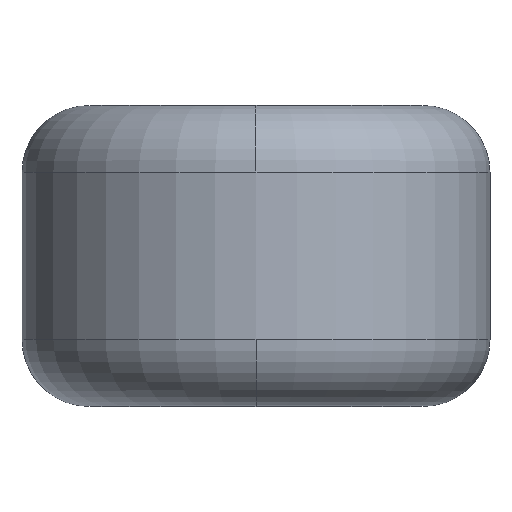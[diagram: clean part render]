
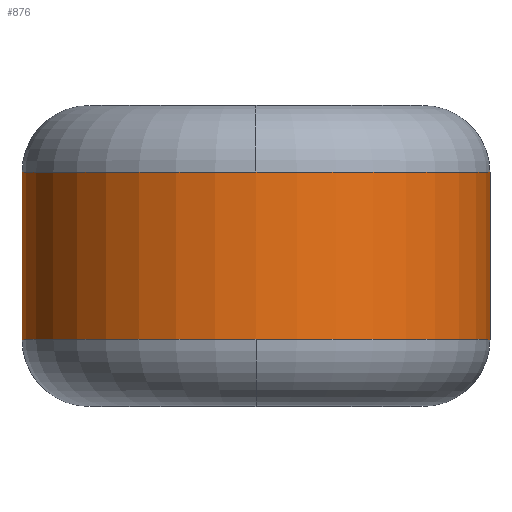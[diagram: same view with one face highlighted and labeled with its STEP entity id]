
A CAD part, top view. The second image highlights one B-rep face of the part: STEP entity #876.
In plain terms, the highlighted cylindrical face has radius 3.5 mm (diameter 7 mm), a partial arc.
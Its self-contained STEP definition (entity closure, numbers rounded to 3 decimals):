
#682=CARTESIAN_POINT('',(0.,-1.25,8.5));
#683=VERTEX_POINT('',#682);
#693=CARTESIAN_POINT('',(-3.5,-1.25,5.0));
#694=VERTEX_POINT('',#693);
#695=CARTESIAN_POINT('',(0.,-1.25,5.0));
#696=DIRECTION('',(0.0,-1.0,0.0));
#697=DIRECTION('',(-1.0,0.0,0.0));
#698=AXIS2_PLACEMENT_3D('',#695,#696,#697);
#699=CIRCLE('',#698,3.5);
#700=EDGE_CURVE('',#683,#694,#699,.T.);
#735=CARTESIAN_POINT('',(3.5,-1.25,5.0));
#736=VERTEX_POINT('',#735);
#737=CARTESIAN_POINT('',(3.5,1.25,5.0));
#738=VERTEX_POINT('',#737);
#739=CARTESIAN_POINT('',(3.5,-1.25,5.0));
#740=DIRECTION('',(0.0,1.0,0.0));
#741=VECTOR('',#740,2.5);
#742=LINE('',#739,#741);
#743=EDGE_CURVE('',#736,#738,#742,.T.);
#753=CARTESIAN_POINT('',(-3.5,1.25,5.0));
#754=VERTEX_POINT('',#753);
#755=CARTESIAN_POINT('',(-3.5,-1.25,5.0));
#756=DIRECTION('',(0.0,1.0,0.0));
#757=VECTOR('',#756,2.5);
#758=LINE('',#755,#757);
#759=EDGE_CURVE('',#694,#754,#758,.T.);
#795=CARTESIAN_POINT('',(0.,1.25,8.5));
#796=VERTEX_POINT('',#795);
#797=CARTESIAN_POINT('',(0.,1.25,5.0));
#798=DIRECTION('',(0.0,1.0,0.0));
#799=DIRECTION('',(-1.0,0.0,0.0));
#800=AXIS2_PLACEMENT_3D('',#797,#798,#799);
#801=CIRCLE('',#800,3.5);
#802=EDGE_CURVE('',#754,#796,#801,.T.);
#846=CARTESIAN_POINT('',(0.,1.25,5.0));
#847=DIRECTION('',(0.0,1.0,0.0));
#848=DIRECTION('',(-1.0,0.0,0.0));
#849=AXIS2_PLACEMENT_3D('',#846,#847,#848);
#850=CIRCLE('',#849,3.5);
#851=EDGE_CURVE('',#796,#738,#850,.T.);
#857=CARTESIAN_POINT('',(0.,2.85,5.0));
#858=DIRECTION('',(0.0,-1.0,0.0));
#859=DIRECTION('',(1.0,0.0,0.0));
#860=AXIS2_PLACEMENT_3D('',#857,#858,#859);
#861=CYLINDRICAL_SURFACE('',#860,3.5);
#862=ORIENTED_EDGE('',*,*,#743,.T.);
#863=ORIENTED_EDGE('',*,*,#851,.F.);
#864=ORIENTED_EDGE('',*,*,#802,.F.);
#865=ORIENTED_EDGE('',*,*,#759,.F.);
#866=ORIENTED_EDGE('',*,*,#700,.F.);
#867=CARTESIAN_POINT('',(0.,-1.25,5.0));
#868=DIRECTION('',(0.0,-1.0,0.0));
#869=DIRECTION('',(-1.0,0.0,0.0));
#870=AXIS2_PLACEMENT_3D('',#867,#868,#869);
#871=CIRCLE('',#870,3.5);
#872=EDGE_CURVE('',#736,#683,#871,.T.);
#873=ORIENTED_EDGE('',*,*,#872,.F.);
#874=EDGE_LOOP('',(#862,#863,#864,#865,#866,#873));
#875=FACE_OUTER_BOUND('',#874,.T.);
#876=ADVANCED_FACE('',(#875),#861,.T.);
